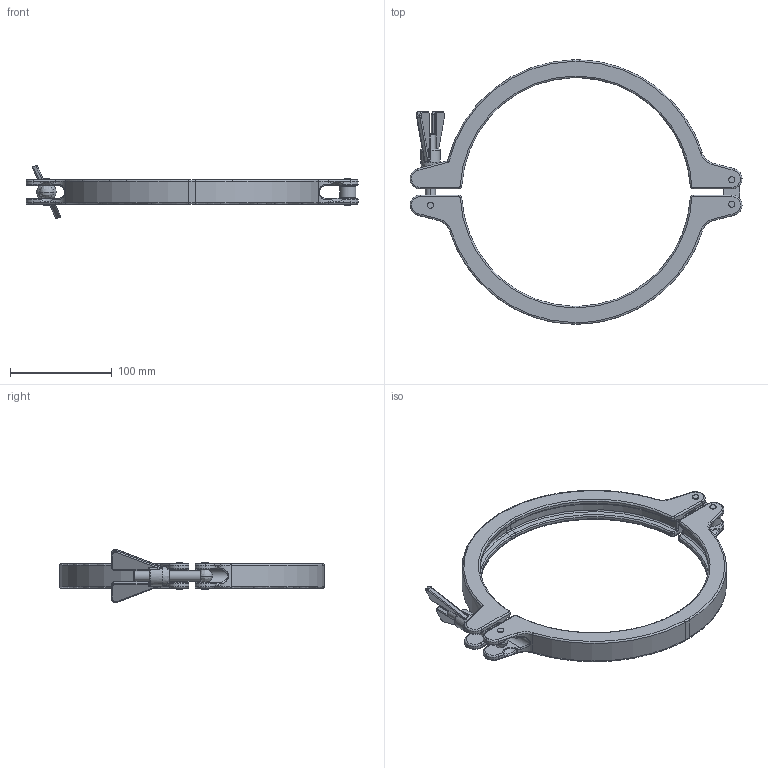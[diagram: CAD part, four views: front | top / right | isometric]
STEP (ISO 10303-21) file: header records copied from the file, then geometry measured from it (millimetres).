
FILE_DESCRIPTION (( 'STEP AP214' ), '1' );
FILE_NAME ('101.233.0SH.STEP', '2020-08-26T08:13:07', ( '' ), ( '' ), 'SwSTEP 2.0', 'SolidWorks 2019', '' );
FILE_SCHEMA (( 'AUTOMOTIVE_DESIGN' ));
Length unit declared in the file: millimetre
Products named in the file (1): 101.233.0SH
Bounding box: 326 x 259.43 x 52.2 mm (x, y, z)
Volume: 307724.1 mm3; surface area: 90420 mm2
Topology: 1 solids, 1 shells, 437 faces, 1026 edges, 587 vertices
Faces by surface type: bspline 183, cylinder 162, plane 68, torus 14, cone 10
Entity records: 18864 total; most frequent: CARTESIAN_POINT 10017, ORIENTED_EDGE 2014, DIRECTION 1673, EDGE_CURVE 1007, AXIS2_PLACEMENT_3D 683, VERTEX_POINT 587, EDGE_LOOP 458, FACE_OUTER_BOUND 437
